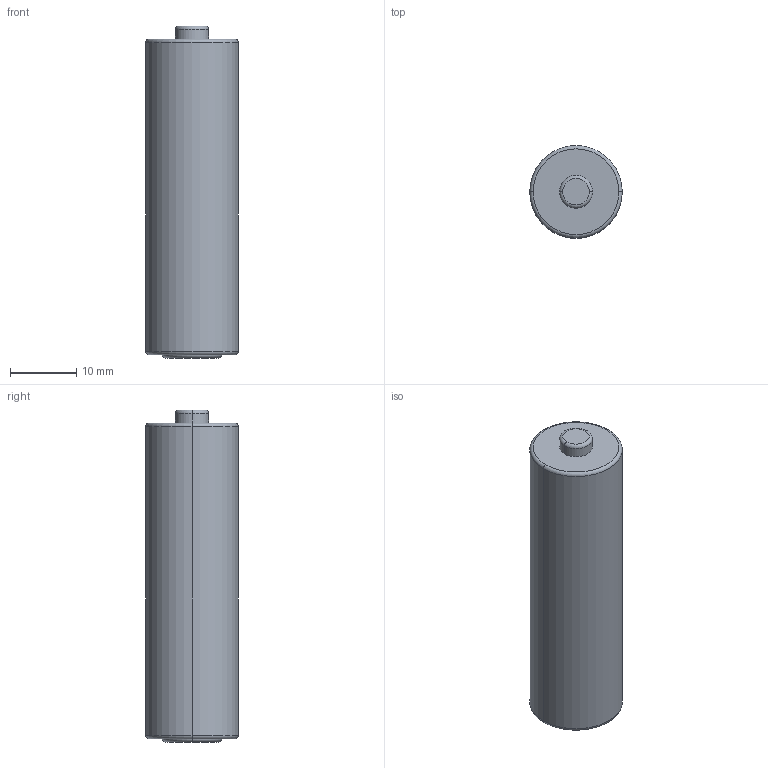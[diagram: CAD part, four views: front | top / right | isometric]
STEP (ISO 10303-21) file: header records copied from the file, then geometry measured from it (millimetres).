
FILE_DESCRIPTION (( 'STEP AP214' ), '1' );
FILE_NAME ('AA Battery.step', '2016-10-28T06:56:57', ( 'dell' ), ( '' ), 'SwSTEP 2.0', 'SolidWorks 2013', '' );
FILE_SCHEMA (( 'AUTOMOTIVE_DESIGN' ));
Length unit declared in the file: millimetre
Products named in the file (1): AA Battery
Bounding box: 14 x 14 x 50.3 mm (x, y, z)
Volume: 7422.4 mm3; surface area: 2427 mm2
Topology: 1 solids, 1 shells, 16 faces, 30 edges, 18 vertices
Faces by surface type: torus 8, cylinder 4, plane 4
Entity records: 622 total; most frequent: DIRECTION 90, CARTESIAN_POINT 65, ORIENTED_EDGE 60, AXIS2_PLACEMENT_3D 43, EDGE_CURVE 30, CIRCLE 26, UNCERTAINTY_MEASURE_WITH_UNIT 19, VERTEX_POINT 18
